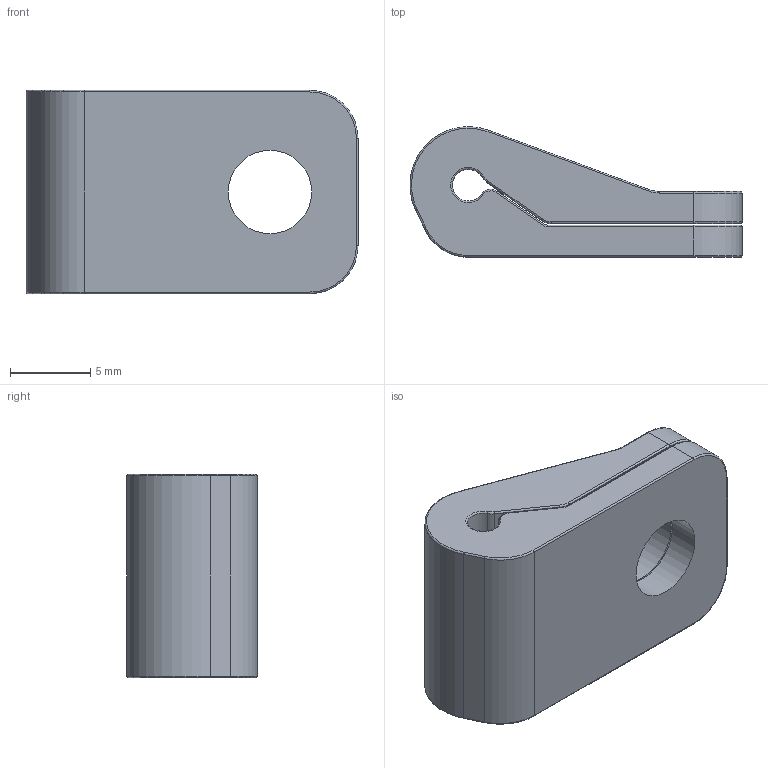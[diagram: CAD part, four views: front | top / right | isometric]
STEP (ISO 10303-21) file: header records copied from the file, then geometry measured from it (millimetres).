
FILE_DESCRIPTION((''),'2;1');
FILE_NAME('3506_8202_544-BOITIER-FERME','2020-03-10T',('presta_be4'),(''),'CREO PARAMETRIC BY PTC INC, 2018360','CREO PARAMETRIC BY PTC INC, 2018360','');
FILE_SCHEMA(('CONFIG_CONTROL_DESIGN'));
Length unit declared in the file: millimetre
Products named in the file (1): 3506_8202_544-BOITIER-FERME
Bounding box: 20.74 x 8.15 x 12.7 mm (x, y, z)
Volume: 1206.4 mm3; surface area: 1411.1 mm2
Topology: 1 solids, 1 shells, 123 faces, 287 edges, 166 vertices
Faces by surface type: cylinder 57, torus 41, plane 16, bspline 8, cone 1
Entity records: 4600 total; most frequent: CARTESIAN_POINT 1705, DIRECTION 662, ORIENTED_EDGE 574, EDGE_CURVE 287, AXIS2_PLACEMENT_3D 281, VERTEX_POINT 166, CIRCLE 166, EDGE_LOOP 127
